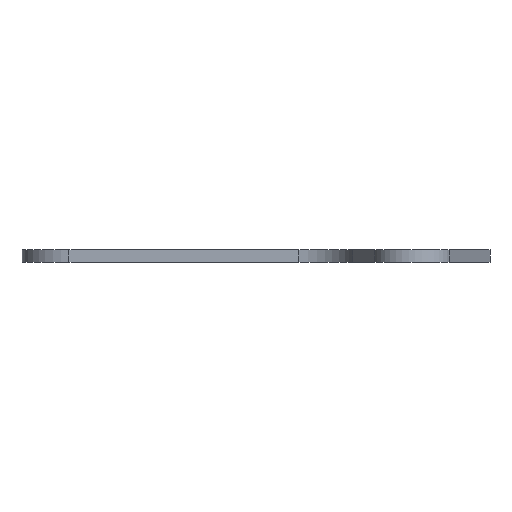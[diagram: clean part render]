
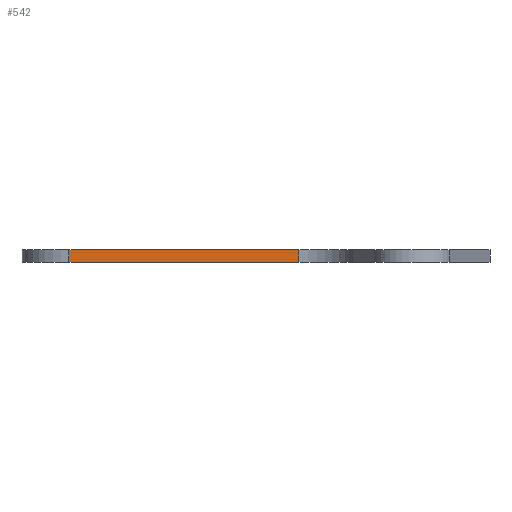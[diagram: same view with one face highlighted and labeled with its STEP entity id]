
A CAD part, front view. The second image highlights one B-rep face of the part: STEP entity #542.
In plain terms, the highlighted planar face has unit normal (-0.036, -0.999, 0).
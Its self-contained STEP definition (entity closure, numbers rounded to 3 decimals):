
#33 = LINE ( 'NONE', #34, #481 ) ;
#34 = CARTESIAN_POINT ( 'NONE',  ( -28.979, -14.619, 3.2 ) ) ;
#35 = DIRECTION ( 'NONE',  ( 0., 0., -1. ) ) ;
#44 = EDGE_CURVE ( 'NONE', #236, #247, #33, .T. ) ;
#48 = EDGE_CURVE ( 'NONE', #407, #236, #702, .T. ) ;
#53 = CARTESIAN_POINT ( 'NONE',  ( -28.979, -14.619, 0. ) ) ;
#54 = DIRECTION ( 'NONE',  ( 0.999, -0.036, 0. ) ) ;
#67 = PLANE ( 'NONE',  #417 ) ;
#68 = CARTESIAN_POINT ( 'NONE',  ( -28.979, -14.619, 3.2 ) ) ;
#69 = DIRECTION ( 'NONE',  ( 0.036, 0.999, 0. ) ) ;
#70 = DIRECTION ( 'NONE',  ( -0.999, 0.036, 0. ) ) ;
#101 = LINE ( 'NONE', #102, #785 ) ;
#102 = CARTESIAN_POINT ( 'NONE',  ( -87.951, -12.492, 3.2 ) ) ;
#103 = DIRECTION ( 'NONE',  ( 0., 0., -1. ) ) ;
#180 = ORIENTED_EDGE ( 'NONE', *, *, #48, .F. ) ;
#181 = ORIENTED_EDGE ( 'NONE', *, *, #537, .T. ) ;
#214 = EDGE_LOOP ( 'NONE', ( #181, #361, #180, #363 ) ) ;
#236 = VERTEX_POINT ( 'NONE', #612 ) ;
#247 = VERTEX_POINT ( 'NONE', #622 ) ;
#249 = VERTEX_POINT ( 'NONE', #624 ) ;
#361 = ORIENTED_EDGE ( 'NONE', *, *, #44, .F. ) ;
#363 = ORIENTED_EDGE ( 'NONE', *, *, #591, .T. ) ;
#407 = VERTEX_POINT ( 'NONE', #713 ) ;
#409 = VECTOR ( 'NONE', #54, 1000. ) ;
#412 = FACE_OUTER_BOUND ( 'NONE', #214, .T. ) ;
#417 = AXIS2_PLACEMENT_3D ( 'NONE', #68, #69, #70 ) ;
#481 = VECTOR ( 'NONE', #35, 1000. ) ;
#495 = VECTOR ( 'NONE', #704, 1000. ) ;
#537 = EDGE_CURVE ( 'NONE', #249, #247, #781, .T. ) ;
#542 = ADVANCED_FACE ( 'NONE', ( #412 ), #67, .F. ) ;
#591 = EDGE_CURVE ( 'NONE', #407, #249, #101, .T. ) ;
#612 = CARTESIAN_POINT ( 'NONE',  ( -28.979, -14.619, 3.2 ) ) ;
#622 = CARTESIAN_POINT ( 'NONE',  ( -28.979, -14.619, 0. ) ) ;
#624 = CARTESIAN_POINT ( 'NONE',  ( -87.951, -12.492, 0. ) ) ;
#702 = LINE ( 'NONE', #703, #495 ) ;
#703 = CARTESIAN_POINT ( 'NONE',  ( -28.979, -14.619, 3.2 ) ) ;
#704 = DIRECTION ( 'NONE',  ( 0.999, -0.036, 0. ) ) ;
#713 = CARTESIAN_POINT ( 'NONE',  ( -87.951, -12.492, 3.2 ) ) ;
#781 = LINE ( 'NONE', #53, #409 ) ;
#785 = VECTOR ( 'NONE', #103, 1000. ) ;
